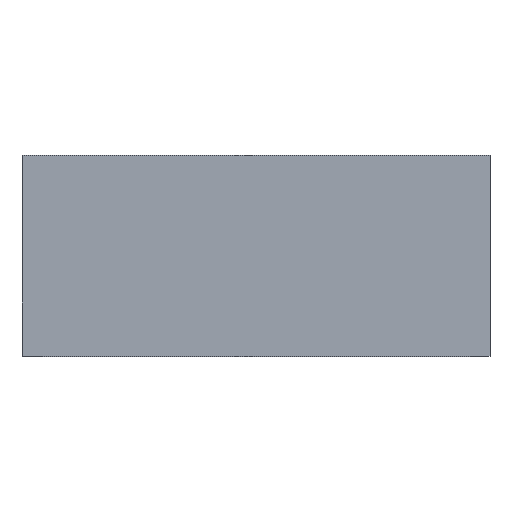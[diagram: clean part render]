
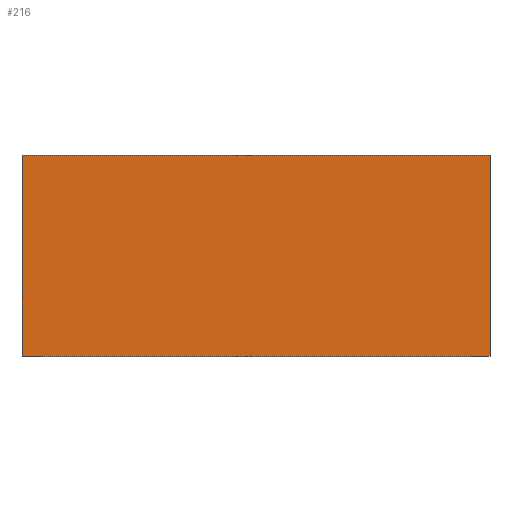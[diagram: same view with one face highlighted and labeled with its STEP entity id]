
A CAD part, top view. The second image highlights one B-rep face of the part: STEP entity #216.
In plain terms, the highlighted planar face has unit normal (0, 0, 1).
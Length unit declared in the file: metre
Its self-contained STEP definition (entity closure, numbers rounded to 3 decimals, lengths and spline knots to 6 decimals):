
#68=ORIENTED_EDGE('',*,*,#114,.T.);
#69=ORIENTED_EDGE('',*,*,#111,.F.);
#70=ORIENTED_EDGE('',*,*,#108,.F.);
#71=ORIENTED_EDGE('',*,*,#113,.T.);
#108=EDGE_CURVE('',#131,#132,#148,.T.);
#111=EDGE_CURVE('',#132,#133,#151,.T.);
#113=EDGE_CURVE('',#131,#134,#153,.T.);
#114=EDGE_CURVE('',#134,#133,#154,.T.);
#131=VERTEX_POINT('',#367);
#132=VERTEX_POINT('',#369);
#133=VERTEX_POINT('',#373);
#134=VERTEX_POINT('',#377);
#148=LINE('',#368,#168);
#151=LINE('',#374,#171);
#153=LINE('',#378,#173);
#154=LINE('',#380,#174);
#168=VECTOR('',#302,1.);
#171=VECTOR('',#307,1.);
#173=VECTOR('',#311,1.);
#174=VECTOR('',#314,1.);
#183=EDGE_LOOP('',(#68,#69,#70,#71));
#195=FACE_BOUND('',#183,.T.);
#204=PLANE('',#251);
#216=ADVANCED_FACE('',(#195),#204,.F.);
#251=AXIS2_PLACEMENT_3D('',#379,#312,#313);
#302=DIRECTION('',(-1.,0.,0.));
#307=DIRECTION('',(0.,1.,0.));
#311=DIRECTION('',(0.,1.,0.));
#312=DIRECTION('',(0.,0.,-1.));
#313=DIRECTION('',(-1.,0.,0.));
#314=DIRECTION('',(-1.,0.,0.));
#367=CARTESIAN_POINT('',(-0.009052,-0.012436,0.014664));
#368=CARTESIAN_POINT('',(-0.016608,-0.012436,0.014664));
#369=CARTESIAN_POINT('',(-0.024163,-0.012436,0.014664));
#373=CARTESIAN_POINT('',(-0.024163,-0.005947,0.014664));
#374=CARTESIAN_POINT('',(-0.024163,-0.012436,0.014664));
#377=CARTESIAN_POINT('',(-0.009052,-0.005947,0.014664));
#378=CARTESIAN_POINT('',(-0.009052,-0.012436,0.014664));
#379=CARTESIAN_POINT('',(-0.016608,-0.012436,0.014664));
#380=CARTESIAN_POINT('',(-0.016608,-0.005947,0.014664));
